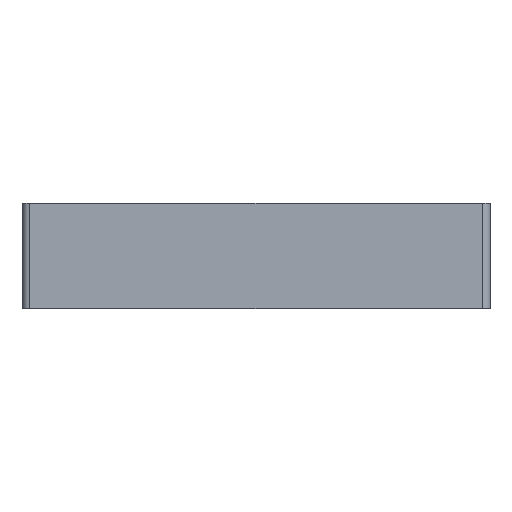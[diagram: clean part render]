
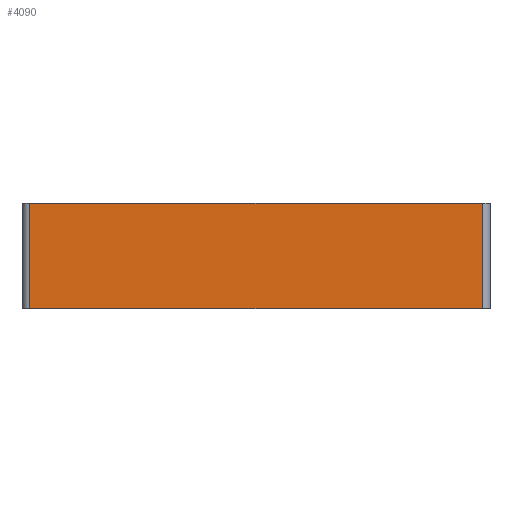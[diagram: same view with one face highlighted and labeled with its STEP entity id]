
A CAD part, top view. The second image highlights one B-rep face of the part: STEP entity #4090.
In plain terms, the highlighted planar face has unit normal (0, 0, 1).
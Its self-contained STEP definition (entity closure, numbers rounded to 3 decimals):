
#4070=AXIS2_PLACEMENT_3D('Plane Axis2P3D',#4067,#4068,#4069) ;
#3793=CARTESIAN_POINT('Vertex',(0.3,4.,36.95)) ;
#3796=CARTESIAN_POINT('Line Origine',(8.9,4.,36.95)) ;
#3800=CARTESIAN_POINT('Vertex',(17.5,4.,36.95)) ;
#4052=CARTESIAN_POINT('Vertex',(0.3,0.,36.95)) ;
#4055=CARTESIAN_POINT('Line Origine',(0.3,2.,36.95)) ;
#4067=CARTESIAN_POINT('Axis2P3D Location',(17.5,0.,36.95)) ;
#4072=CARTESIAN_POINT('Line Origine',(8.9,0.,36.95)) ;
#4076=CARTESIAN_POINT('Vertex',(17.5,0.,36.95)) ;
#4079=CARTESIAN_POINT('Line Origine',(17.5,2.,36.95)) ;
#3797=DIRECTION('Vector Direction',(-1.,0.,0.)) ;
#4056=DIRECTION('Vector Direction',(0.,1.,0.)) ;
#4068=DIRECTION('Axis2P3D Direction',(0.,0.,-1.)) ;
#4069=DIRECTION('Axis2P3D XDirection',(-1.,0.,0.)) ;
#4073=DIRECTION('Vector Direction',(-1.,0.,0.)) ;
#4080=DIRECTION('Vector Direction',(0.,1.,0.)) ;
#3798=VECTOR('Line Direction',#3797,1.) ;
#4057=VECTOR('Line Direction',#4056,1.) ;
#4074=VECTOR('Line Direction',#4073,1.) ;
#4081=VECTOR('Line Direction',#4080,1.) ;
#4085=ORIENTED_EDGE('',*,*,#4059,.F.) ;
#4086=ORIENTED_EDGE('',*,*,#4078,.T.) ;
#4087=ORIENTED_EDGE('',*,*,#4083,.T.) ;
#4088=ORIENTED_EDGE('',*,*,#3802,.F.) ;
#4090=ADVANCED_FACE('V2',(#4089),#4071,.F.) ;
#3802=EDGE_CURVE('',#3794,#3801,#3799,.F.) ;
#4059=EDGE_CURVE('',#4053,#3794,#4058,.T.) ;
#4078=EDGE_CURVE('',#4053,#4077,#4075,.F.) ;
#4083=EDGE_CURVE('',#4077,#3801,#4082,.T.) ;
#4084=EDGE_LOOP('',(#4085,#4086,#4087,#4088)) ;
#4089=FACE_OUTER_BOUND('',#4084,.T.) ;
#3799=LINE('Line',#3796,#3798) ;
#4058=LINE('Line',#4055,#4057) ;
#4075=LINE('Line',#4072,#4074) ;
#4082=LINE('Line',#4079,#4081) ;
#4071=PLANE('',#4070) ;
#3794=VERTEX_POINT('',#3793) ;
#3801=VERTEX_POINT('',#3800) ;
#4053=VERTEX_POINT('',#4052) ;
#4077=VERTEX_POINT('',#4076) ;
